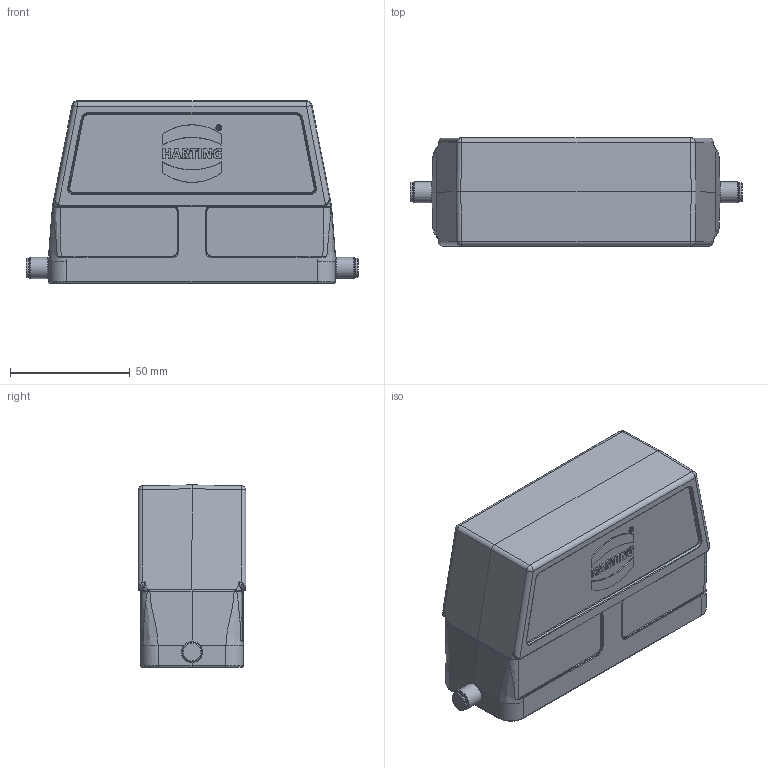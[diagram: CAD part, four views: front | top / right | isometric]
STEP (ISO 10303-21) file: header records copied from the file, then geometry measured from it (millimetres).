
FILE_DESCRIPTION((''),'2;1');
FILE_NAME('05300240664.stp','2020-07-14T15:28:02',('e.eickhoff'),(''),'Autodesk Inventor 2012','Autodesk Inventor 2012','');
FILE_SCHEMA(('AUTOMOTIVE_DESIGN { 1 0 10303 214 1 1 1 1 }'));
Length unit declared in the file: millimetre
Products named in the file (1): 05300240664
Bounding box: 138.5 x 45 x 76 mm (x, y, z)
Volume: 100877 mm3; surface area: 52156.6 mm2
Topology: 1 solids, 1 shells, 527 faces, 1299 edges, 782 vertices
Faces by surface type: plane 176, cylinder 135, bspline 120, torus 52, cone 38, sphere 6
Full cylindrical faces by diameter (mm): 3 x4, 8 x2, 8.8 x2, 25.5 x2
Entity records: 18197 total; most frequent: CARTESIAN_POINT 6437, ORIENTED_EDGE 2492, DIRECTION 2328, EDGE_CURVE 1246, AXIS2_PLACEMENT_3D 897, VERTEX_POINT 769, EDGE_LOOP 579, VECTOR 534
